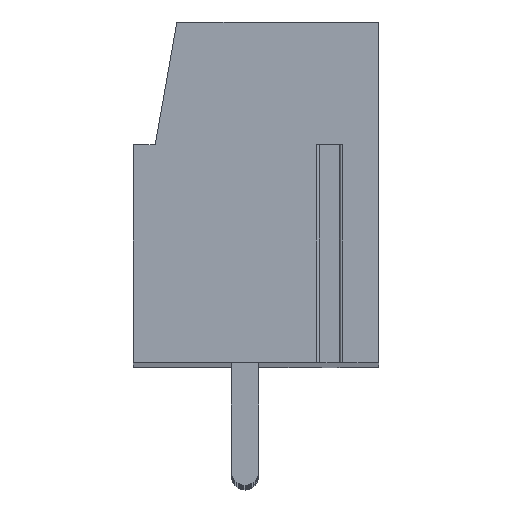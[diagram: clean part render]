
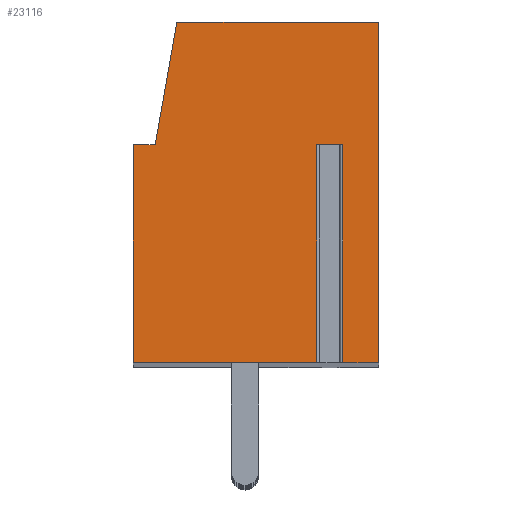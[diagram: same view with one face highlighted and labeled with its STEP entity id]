
A CAD part, top view. The second image highlights one B-rep face of the part: STEP entity #23116.
In plain terms, the highlighted planar face has unit normal (0, 0, 1).
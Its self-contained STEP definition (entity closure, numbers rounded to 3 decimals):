
#501=DIRECTION('',(-1.,0.,0.));
#502=VECTOR('',#501,0.958);
#503=CARTESIAN_POINT('',(3.179,1.75,102.5));
#504=LINE('',#503,#502);
#505=DIRECTION('',(0.,-1.,0.));
#506=VECTOR('',#505,8.);
#507=CARTESIAN_POINT('',(2.221,1.75,102.5));
#508=LINE('',#507,#506);
#509=DIRECTION('',(1.,0.,0.));
#510=VECTOR('',#509,6.721);
#511=CARTESIAN_POINT('',(-4.5,-6.25,102.5));
#512=LINE('',#511,#510);
#513=DIRECTION('',(0.,-1.,0.));
#514=VECTOR('',#513,8.);
#515=CARTESIAN_POINT('',(-4.5,1.75,102.5));
#516=LINE('',#515,#514);
#517=DIRECTION('',(-1.,0.,0.));
#518=VECTOR('',#517,0.8);
#519=CARTESIAN_POINT('',(-3.7,1.75,102.5));
#520=LINE('',#519,#518);
#521=DIRECTION('',(-0.174,-0.985,0.));
#522=VECTOR('',#521,4.569);
#523=CARTESIAN_POINT('',(-2.907,6.25,102.5));
#524=LINE('',#523,#522);
#525=DIRECTION('',(-1.,0.,0.));
#526=VECTOR('',#525,7.407);
#527=CARTESIAN_POINT('',(4.5,6.25,102.5));
#528=LINE('',#527,#526);
#529=DIRECTION('',(0.,1.,0.));
#530=VECTOR('',#529,12.5);
#531=CARTESIAN_POINT('',(4.5,-6.25,102.5));
#532=LINE('',#531,#530);
#533=DIRECTION('',(1.,0.,0.));
#534=VECTOR('',#533,1.321);
#535=CARTESIAN_POINT('',(3.179,-6.25,102.5));
#536=LINE('',#535,#534);
#537=DIRECTION('',(0.,-1.,0.));
#538=VECTOR('',#537,8.);
#539=CARTESIAN_POINT('',(3.179,1.75,102.5));
#540=LINE('',#539,#538);
#17735=CARTESIAN_POINT('',(4.5,-6.25,102.5));
#17736=CARTESIAN_POINT('',(4.5,6.25,102.5));
#17737=VERTEX_POINT('',#17735);
#17738=VERTEX_POINT('',#17736);
#17739=CARTESIAN_POINT('',(-2.907,6.25,102.5));
#17740=VERTEX_POINT('',#17739);
#17741=CARTESIAN_POINT('',(-3.7,1.75,102.5));
#17742=VERTEX_POINT('',#17741);
#17743=CARTESIAN_POINT('',(-4.5,1.75,102.5));
#17744=VERTEX_POINT('',#17743);
#17745=CARTESIAN_POINT('',(-4.5,-6.25,102.5));
#17746=VERTEX_POINT('',#17745);
#17791=CARTESIAN_POINT('',(3.179,1.75,102.5));
#17792=CARTESIAN_POINT('',(2.221,1.75,102.5));
#17793=VERTEX_POINT('',#17791);
#17794=VERTEX_POINT('',#17792);
#17795=CARTESIAN_POINT('',(3.179,-6.25,102.5));
#17796=VERTEX_POINT('',#17795);
#17797=CARTESIAN_POINT('',(2.221,-6.25,102.5));
#17798=VERTEX_POINT('',#17797);
#23092=CARTESIAN_POINT('',(0.,0.,102.5));
#23093=DIRECTION('',(0.,0.,1.));
#23094=DIRECTION('',(1.,0.,0.));
#23095=AXIS2_PLACEMENT_3D('',#23092,#23093,#23094);
#23096=PLANE('',#23095);
#23098=ORIENTED_EDGE('',*,*,#23097,.T.);
#23099=ORIENTED_EDGE('',*,*,#23083,.T.);
#23100=ORIENTED_EDGE('',*,*,#22814,.F.);
#23102=ORIENTED_EDGE('',*,*,#23101,.F.);
#23104=ORIENTED_EDGE('',*,*,#23103,.F.);
#23106=ORIENTED_EDGE('',*,*,#23105,.F.);
#23108=ORIENTED_EDGE('',*,*,#23107,.F.);
#23110=ORIENTED_EDGE('',*,*,#23109,.F.);
#23111=ORIENTED_EDGE('',*,*,#22793,.F.);
#23113=ORIENTED_EDGE('',*,*,#23112,.F.);
#23114=EDGE_LOOP('',(#23098,#23099,#23100,#23102,#23104,#23106,#23108,#23110,
#23111,#23113));
#23115=FACE_OUTER_BOUND('',#23114,.F.);
#22793=EDGE_CURVE('',#17796,#17737,#536,.T.);
#22814=EDGE_CURVE('',#17746,#17798,#512,.T.);
#23083=EDGE_CURVE('',#17794,#17798,#508,.T.);
#23097=EDGE_CURVE('',#17793,#17794,#504,.T.);
#23101=EDGE_CURVE('',#17744,#17746,#516,.T.);
#23103=EDGE_CURVE('',#17742,#17744,#520,.T.);
#23105=EDGE_CURVE('',#17740,#17742,#524,.T.);
#23107=EDGE_CURVE('',#17738,#17740,#528,.T.);
#23109=EDGE_CURVE('',#17737,#17738,#532,.T.);
#23112=EDGE_CURVE('',#17793,#17796,#540,.T.);
#23116=ADVANCED_FACE('',(#23115),#23096,.T.);
